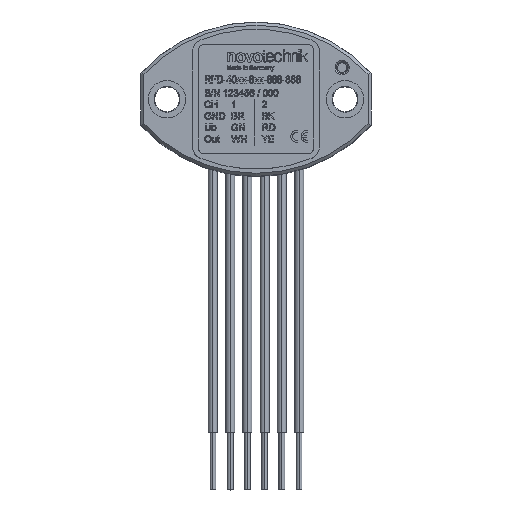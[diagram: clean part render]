
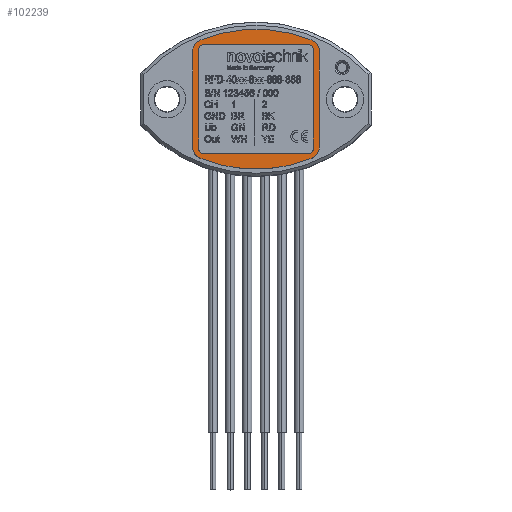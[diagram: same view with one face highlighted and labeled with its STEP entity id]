
A CAD part, top view. The second image highlights one B-rep face of the part: STEP entity #102239.
In plain terms, the highlighted planar face has unit normal (0, 0, 1).
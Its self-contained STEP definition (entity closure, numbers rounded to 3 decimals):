
#1106 = VERTEX_POINT ( 'NONE', #82768 ) ;
#2060 = CARTESIAN_POINT ( 'NONE',  ( 0., -14.1, 6.6 ) ) ;
#6411 = CARTESIAN_POINT ( 'NONE',  ( -9.753, 10.266, 6.6 ) ) ;
#6459 = B_SPLINE_CURVE_WITH_KNOTS ( 'NONE', 3,
 ( #66209, #66051, #66481, #66231, #66038, #65935, #65744, #65597, #65582, #65492 ),
 .UNSPECIFIED., .F., .F.,
 ( 4, 2, 2, 2, 4 ),
 ( 0., 0.001, 0.001, 0.002, 0.002 ),
 .UNSPECIFIED. ) ;
#6643 = CARTESIAN_POINT ( 'NONE',  ( 0., -13.549, 6.6 ) ) ;
#7255 = CARTESIAN_POINT ( 'NONE',  ( -10.995, 8.416, 6.6 ) ) ;
#8649 = EDGE_CURVE ( 'NONE', #75091, #77561, #6459, .T. ) ;
#9119 = CARTESIAN_POINT ( 'NONE',  ( -10.764, 9.368, 6.6 ) ) ;
#9520 = ORIENTED_EDGE ( 'NONE', *, *, #93864, .T. ) ;
#12627 = DIRECTION ( 'NONE',  ( 1., 0., 0. ) ) ;
#14695 = ORIENTED_EDGE ( 'NONE', *, *, #67664, .T. ) ;
#14984 = B_SPLINE_CURVE_WITH_KNOTS ( 'NONE', 3,
 ( #67406, #77379, #15470, #88423, #25989, #98975, #36485, #109451, #47001, #119920 ),
 .UNSPECIFIED., .F., .F.,
 ( 4, 2, 2, 2, 4 ),
 ( 0., 0.001, 0.001, 0.002, 0.002 ),
 .UNSPECIFIED. ) ;
#15470 = CARTESIAN_POINT ( 'NONE',  ( 10.966, 8.808, 6.6 ) ) ;
#17144 = DIRECTION ( 'NONE',  ( 0., -1., 0. ) ) ;
#17163 = DIRECTION ( 'NONE',  ( 1., 0., 0. ) ) ;
#18178 = VECTOR ( 'NONE', #48902, 1000. ) ;
#19634 = CARTESIAN_POINT ( 'NONE',  ( -10.965, 8.813, 6.6 ) ) ;
#22199 = EDGE_CURVE ( 'NONE', #128586, #42214, #97522, .T. ) ;
#23669 = ORIENTED_EDGE ( 'NONE', *, *, #22199, .T. ) ;
#25989 = CARTESIAN_POINT ( 'NONE',  ( 10.766, 9.365, 6.6 ) ) ;
#28491 = VERTEX_POINT ( 'NONE', #97193 ) ;
#29581 = CARTESIAN_POINT ( 'NONE',  ( 10.995, -8.416, 6.6 ) ) ;
#30083 = CARTESIAN_POINT ( 'NONE',  ( -10.995, 8.416, 6.6 ) ) ;
#32555 = ORIENTED_EDGE ( 'NONE', *, *, #78120, .T. ) ;
#36485 = CARTESIAN_POINT ( 'NONE',  ( 10.413, 9.84, 6.6 ) ) ;
#40800 = CARTESIAN_POINT ( 'NONE',  ( -10.995, -8.416, 6.6 ) ) ;
#41346 = CARTESIAN_POINT ( 'NONE',  ( -9.753, -10.266, 6.6 ) ) ;
#41462 = CARTESIAN_POINT ( 'NONE',  ( -9.937, -10.191, 6.6 ) ) ;
#41623 = CARTESIAN_POINT ( 'NONE',  ( -10.109, -10.088, 6.6 ) ) ;
#41757 = CARTESIAN_POINT ( 'NONE',  ( -10.413, -9.84, 6.6 ) ) ;
#41792 = CARTESIAN_POINT ( 'NONE',  ( -10.547, -9.692, 6.6 ) ) ;
#41914 = CARTESIAN_POINT ( 'NONE',  ( -10.766, -9.365, 6.6 ) ) ;
#42080 = CARTESIAN_POINT ( 'NONE',  ( -10.851, -9.186, 6.6 ) ) ;
#42204 = CARTESIAN_POINT ( 'NONE',  ( -10.995, -8.416, 6.6 ) ) ;
#42214 = VERTEX_POINT ( 'NONE', #96665 ) ;
#42795 = CARTESIAN_POINT ( 'NONE',  ( -10.995, -8.615, 6.6 ) ) ;
#44035 = CARTESIAN_POINT ( 'NONE',  ( -10.966, -8.808, 6.6 ) ) ;
#47001 = CARTESIAN_POINT ( 'NONE',  ( 9.937, 10.191, 6.6 ) ) ;
#48902 = DIRECTION ( 'NONE',  ( 0., 1., 0. ) ) ;
#50490 = CARTESIAN_POINT ( 'NONE',  ( 0., 13.549, 6.6 ) ) ;
#52992 = ORIENTED_EDGE ( 'NONE', *, *, #84663, .T. ) ;
#58646 = CARTESIAN_POINT ( 'NONE',  ( -10.995, -14.1, 6.6 ) ) ;
#59015 = LINE ( 'NONE', #58646, #107969 ) ;
#59801 = VERTEX_POINT ( 'NONE', #7255 ) ;
#60833 = DIRECTION ( 'NONE',  ( 1., 0., 0. ) ) ;
#61065 = CARTESIAN_POINT ( 'NONE',  ( -10.105, 10.091, 6.6 ) ) ;
#65492 = CARTESIAN_POINT ( 'NONE',  ( 10.995, -8.416, 6.6 ) ) ;
#65582 = CARTESIAN_POINT ( 'NONE',  ( 10.995, -8.615, 6.6 ) ) ;
#65597 = CARTESIAN_POINT ( 'NONE',  ( 10.965, -8.813, 6.6 ) ) ;
#65744 = CARTESIAN_POINT ( 'NONE',  ( 10.85, -9.188, 6.6 ) ) ;
#65935 = CARTESIAN_POINT ( 'NONE',  ( 10.764, -9.368, 6.6 ) ) ;
#66038 = CARTESIAN_POINT ( 'NONE',  ( 10.545, -9.695, 6.6 ) ) ;
#66051 = CARTESIAN_POINT ( 'NONE',  ( 9.937, -10.191, 6.6 ) ) ;
#66209 = CARTESIAN_POINT ( 'NONE',  ( 9.753, -10.266, 6.6 ) ) ;
#66231 = CARTESIAN_POINT ( 'NONE',  ( 10.411, -9.841, 6.6 ) ) ;
#66481 = CARTESIAN_POINT ( 'NONE',  ( 10.105, -10.091, 6.6 ) ) ;
#67406 = CARTESIAN_POINT ( 'NONE',  ( 10.995, 8.416, 6.6 ) ) ;
#67461 = ORIENTED_EDGE ( 'NONE', *, *, #130395, .T. ) ;
#67664 = EDGE_CURVE ( 'NONE', #28491, #1106, #82283, .T. ) ;
#68636 = B_SPLINE_CURVE_WITH_KNOTS ( 'NONE', 3,
 ( #6411, #70624, #61065, #134172, #71518, #9119, #81975, #19634, #92583, #30083 ),
 .UNSPECIFIED., .F., .F.,
 ( 4, 2, 2, 2, 4 ),
 ( 0., 0.001, 0.001, 0.002, 0.002 ),
 .UNSPECIFIED. ) ;
#70624 = CARTESIAN_POINT ( 'NONE',  ( -9.937, 10.191, 6.6 ) ) ;
#71518 = CARTESIAN_POINT ( 'NONE',  ( -10.545, 9.695, 6.6 ) ) ;
#75017 = DIRECTION ( 'NONE',  ( 0., 0., 1. ) ) ;
#75091 = VERTEX_POINT ( 'NONE', #122193 ) ;
#76755 = AXIS2_PLACEMENT_3D ( 'NONE', #50490, #123393, #60833 ) ;
#77379 = CARTESIAN_POINT ( 'NONE',  ( 10.995, 8.615, 6.6 ) ) ;
#77561 = VERTEX_POINT ( 'NONE', #29581 ) ;
#78120 = EDGE_CURVE ( 'NONE', #42214, #75091, #88477, .T. ) ;
#79552 = DIRECTION ( 'NONE',  ( 0., 0., 1. ) ) ;
#81505 = CARTESIAN_POINT ( 'NONE',  ( 10.995, -14.1, 6.6 ) ) ;
#81975 = CARTESIAN_POINT ( 'NONE',  ( -10.85, 9.188, 6.6 ) ) ;
#82283 = CIRCLE ( 'NONE', #114847, 25.735 ) ;
#82540 = VERTEX_POINT ( 'NONE', #117661 ) ;
#82768 = CARTESIAN_POINT ( 'NONE',  ( -9.753, 10.266, 6.6 ) ) ;
#82805 = AXIS2_PLACEMENT_3D ( 'NONE', #2060, #75017, #12627 ) ;
#84663 = EDGE_CURVE ( 'NONE', #59801, #128586, #59015, .T. ) ;
#88423 = CARTESIAN_POINT ( 'NONE',  ( 10.851, 9.186, 6.6 ) ) ;
#88477 = CIRCLE ( 'NONE', #76755, 25.735 ) ;
#92583 = CARTESIAN_POINT ( 'NONE',  ( -10.995, 8.615, 6.6 ) ) ;
#93864 = EDGE_CURVE ( 'NONE', #1106, #59801, #68636, .T. ) ;
#95613 = PLANE ( 'NONE',  #82805 ) ;
#96665 = CARTESIAN_POINT ( 'NONE',  ( -9.753, -10.266, 6.6 ) ) ;
#97193 = CARTESIAN_POINT ( 'NONE',  ( 9.753, 10.266, 6.6 ) ) ;
#97522 = B_SPLINE_CURVE_WITH_KNOTS ( 'NONE', 3,
 ( #42204, #42795, #44035, #42080, #41914, #41792, #41757, #41623, #41462, #41346 ),
 .UNSPECIFIED., .F., .F.,
 ( 4, 2, 2, 2, 4 ),
 ( 0., 0.001, 0.001, 0.002, 0.002 ),
 .UNSPECIFIED. ) ;
#98128 = LINE ( 'NONE', #81505, #18178 ) ;
#98975 = CARTESIAN_POINT ( 'NONE',  ( 10.547, 9.692, 6.6 ) ) ;
#102239 = ADVANCED_FACE ( 'NONE', ( #115069 ), #95613, .T. ) ;
#107969 = VECTOR ( 'NONE', #17144, 1000. ) ;
#109451 = CARTESIAN_POINT ( 'NONE',  ( 10.109, 10.088, 6.6 ) ) ;
#114847 = AXIS2_PLACEMENT_3D ( 'NONE', #6643, #79552, #17163 ) ;
#115069 = FACE_OUTER_BOUND ( 'NONE', #129996, .T. ) ;
#117661 = CARTESIAN_POINT ( 'NONE',  ( 10.995, 8.416, 6.6 ) ) ;
#118419 = EDGE_CURVE ( 'NONE', #77561, #82540, #98128, .T. ) ;
#119920 = CARTESIAN_POINT ( 'NONE',  ( 9.753, 10.266, 6.6 ) ) ;
#120709 = ORIENTED_EDGE ( 'NONE', *, *, #8649, .T. ) ;
#122193 = CARTESIAN_POINT ( 'NONE',  ( 9.753, -10.266, 6.6 ) ) ;
#123393 = DIRECTION ( 'NONE',  ( 0., 0., 1. ) ) ;
#125913 = ORIENTED_EDGE ( 'NONE', *, *, #118419, .T. ) ;
#128586 = VERTEX_POINT ( 'NONE', #40800 ) ;
#129996 = EDGE_LOOP ( 'NONE', ( #32555, #120709, #125913, #67461, #14695, #9520, #52992, #23669 ) ) ;
#130395 = EDGE_CURVE ( 'NONE', #82540, #28491, #14984, .T. ) ;
#134172 = CARTESIAN_POINT ( 'NONE',  ( -10.411, 9.841, 6.6 ) ) ;
